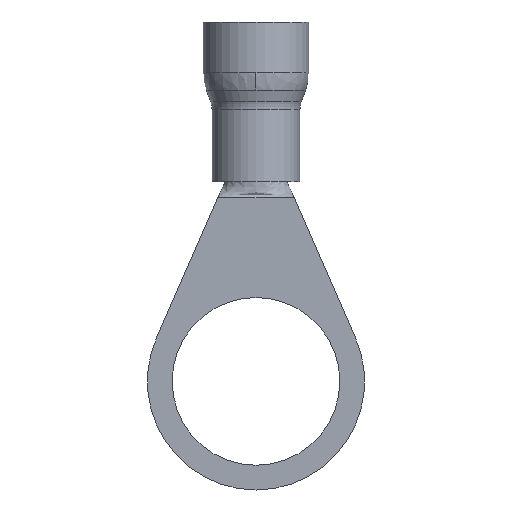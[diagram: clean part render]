
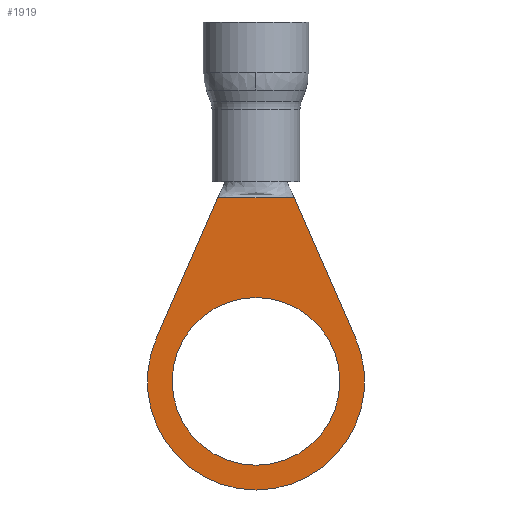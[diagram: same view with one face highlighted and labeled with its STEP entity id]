
A CAD part, front view. The second image highlights one B-rep face of the part: STEP entity #1919.
In plain terms, the highlighted planar face has unit normal (0, -1, 0).
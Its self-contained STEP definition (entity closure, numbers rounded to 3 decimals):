
#42 = CARTESIAN_POINT ( 'NONE',  ( 0., 0., 0. ) ) ;
#47 = DIRECTION ( 'NONE',  ( 0., 1., 0. ) ) ;
#152 = VERTEX_POINT ( 'NONE', #1827 ) ;
#153 = AXIS2_PLACEMENT_3D ( 'NONE', #2415, #47, #2040 ) ;
#242 = AXIS2_PLACEMENT_3D ( 'NONE', #1084, #1455, #1481 ) ;
#246 = DIRECTION ( 'NONE',  ( 0., 0., 1. ) ) ;
#272 = CARTESIAN_POINT ( 'NONE',  ( 1.95, 0., 12.5 ) ) ;
#307 = CARTESIAN_POINT ( 'NONE',  ( 2.388, 0., 11.5 ) ) ;
#398 = DIRECTION ( 'NONE',  ( 0., 0., 1. ) ) ;
#436 = CARTESIAN_POINT ( 'NONE',  ( 0., 0., 5.25 ) ) ;
#476 = DIRECTION ( 'NONE',  ( 0.401, 0., 0.916 ) ) ;
#477 = VECTOR ( 'NONE', #2259, 1000. ) ;
#478 = ORIENTED_EDGE ( 'NONE', *, *, #2148, .T. ) ;
#559 = CIRCLE ( 'NONE', #2048, 5.25 ) ;
#566 = EDGE_LOOP ( 'NONE', ( #1313, #690 ) ) ;
#604 = EDGE_CURVE ( 'NONE', #2453, #2138, #1812, .T. ) ;
#636 = ORIENTED_EDGE ( 'NONE', *, *, #1059, .F. ) ;
#656 = EDGE_CURVE ( 'NONE', #1450, #1251, #1259, .T. ) ;
#658 = PLANE ( 'NONE',  #1077 ) ;
#683 = LINE ( 'NONE', #1884, #2235 ) ;
#690 = ORIENTED_EDGE ( 'NONE', *, *, #1131, .T. ) ;
#756 = ORIENTED_EDGE ( 'NONE', *, *, #1402, .F. ) ;
#819 = DIRECTION ( 'NONE',  ( 0., 1., 0. ) ) ;
#849 = VERTEX_POINT ( 'NONE', #1956 ) ;
#901 = ORIENTED_EDGE ( 'NONE', *, *, #604, .F. ) ;
#915 = DIRECTION ( 'NONE',  ( 0., 1., 0. ) ) ;
#931 = DIRECTION ( 'NONE',  ( -1., 0., 0. ) ) ;
#1059 = EDGE_CURVE ( 'NONE', #2138, #1759, #1345, .T. ) ;
#1077 = AXIS2_PLACEMENT_3D ( 'NONE', #2005, #1449, #246 ) ;
#1084 = CARTESIAN_POINT ( 'NONE',  ( 0., 0., 0. ) ) ;
#1131 = EDGE_CURVE ( 'NONE', #1251, #1450, #559, .T. ) ;
#1133 = ORIENTED_EDGE ( 'NONE', *, *, #2473, .F. ) ;
#1212 = FACE_OUTER_BOUND ( 'NONE', #1487, .T. ) ;
#1251 = VERTEX_POINT ( 'NONE', #436 ) ;
#1253 = FACE_BOUND ( 'NONE', #566, .T. ) ;
#1259 = CIRCLE ( 'NONE', #153, 5.25 ) ;
#1313 = ORIENTED_EDGE ( 'NONE', *, *, #656, .T. ) ;
#1333 = LINE ( 'NONE', #2122, #1819 ) ;
#1345 = CIRCLE ( 'NONE', #242, 6.8 ) ;
#1402 = EDGE_CURVE ( 'NONE', #1759, #849, #2511, .T. ) ;
#1449 = DIRECTION ( 'NONE',  ( 0., 1., 0. ) ) ;
#1450 = VERTEX_POINT ( 'NONE', #2187 ) ;
#1455 = DIRECTION ( 'NONE',  ( 0., 1., 0. ) ) ;
#1481 = DIRECTION ( 'NONE',  ( 0., 0., 1. ) ) ;
#1487 = EDGE_LOOP ( 'NONE', ( #901, #478, #1133, #756, #636 ) ) ;
#1759 = VERTEX_POINT ( 'NONE', #2483 ) ;
#1812 = LINE ( 'NONE', #272, #477 ) ;
#1819 = VECTOR ( 'NONE', #931, 1000. ) ;
#1827 = CARTESIAN_POINT ( 'NONE',  ( -2.388, 0., 11.5 ) ) ;
#1884 = CARTESIAN_POINT ( 'NONE',  ( -1.95, 0., 12.5 ) ) ;
#1908 = DIRECTION ( 'NONE',  ( 0., 0., 1. ) ) ;
#1919 = ADVANCED_FACE ( 'NONE', ( #1212, #1253 ), #658, .F. ) ;
#1956 = CARTESIAN_POINT ( 'NONE',  ( -6.229, 0., 2.727 ) ) ;
#2005 = CARTESIAN_POINT ( 'NONE',  ( 0., 0., 0. ) ) ;
#2040 = DIRECTION ( 'NONE',  ( 0., 0., 1. ) ) ;
#2048 = AXIS2_PLACEMENT_3D ( 'NONE', #2294, #915, #1908 ) ;
#2122 = CARTESIAN_POINT ( 'NONE',  ( 0., 0., 11.5 ) ) ;
#2138 = VERTEX_POINT ( 'NONE', #2516 ) ;
#2148 = EDGE_CURVE ( 'NONE', #2453, #152, #1333, .T. ) ;
#2187 = CARTESIAN_POINT ( 'NONE',  ( 0., 0., -5.25 ) ) ;
#2235 = VECTOR ( 'NONE', #476, 1000. ) ;
#2258 = AXIS2_PLACEMENT_3D ( 'NONE', #42, #819, #398 ) ;
#2259 = DIRECTION ( 'NONE',  ( 0.401, 0., -0.916 ) ) ;
#2294 = CARTESIAN_POINT ( 'NONE',  ( 0., 0., 0. ) ) ;
#2415 = CARTESIAN_POINT ( 'NONE',  ( 0., 0., 0. ) ) ;
#2453 = VERTEX_POINT ( 'NONE', #307 ) ;
#2473 = EDGE_CURVE ( 'NONE', #849, #152, #683, .T. ) ;
#2483 = CARTESIAN_POINT ( 'NONE',  ( 0., 0., -6.8 ) ) ;
#2511 = CIRCLE ( 'NONE', #2258, 6.8 ) ;
#2516 = CARTESIAN_POINT ( 'NONE',  ( 6.229, 0., 2.727 ) ) ;
